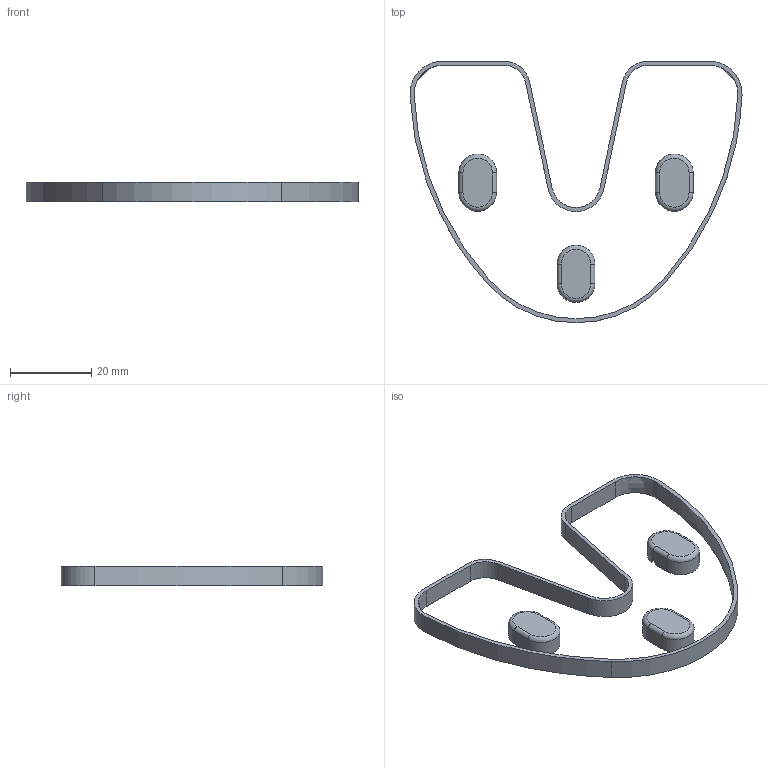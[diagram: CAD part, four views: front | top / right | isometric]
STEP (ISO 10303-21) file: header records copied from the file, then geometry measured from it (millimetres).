
FILE_DESCRIPTION(/* description */ (''),/* implementation_level */ '2;1');
FILE_NAME(/* name */ 'Additionskörper_.stp',/* time_stamp */ '2025-12-03T14:11:35+01:00',/* author */ (''),/* organization */ (''),/* preprocessor_version */ 'ST-DEVELOPER v20',/* originating_system */ 'SIEMENS PLM Software NX2412.4001',/* authorisation */ '');
FILE_SCHEMA (('AUTOMOTIVE_DESIGN { 1 0 10303 214 3 1 1 1 }'));
Length unit declared in the file: millimetre
Products named in the file (1): Additionskörper_
Bounding box: 81.89 x 64.5 x 4.8 mm (x, y, z)
Volume: 2289.3 mm3; surface area: 5012.3 mm2
Topology: 4 solids, 4 shells, 98 faces, 250 edges, 160 vertices
Faces by surface type: plane 49, cylinder 32, torus 6, bspline 4, extrusion 4, cone 3
Entity records: 3242 total; most frequent: CARTESIAN_POINT 838, ORIENTED_EDGE 500, DIRECTION 484, EDGE_CURVE 250, AXIS2_PLACEMENT_3D 167, VERTEX_POINT 160, VECTOR 150, LINE 146
